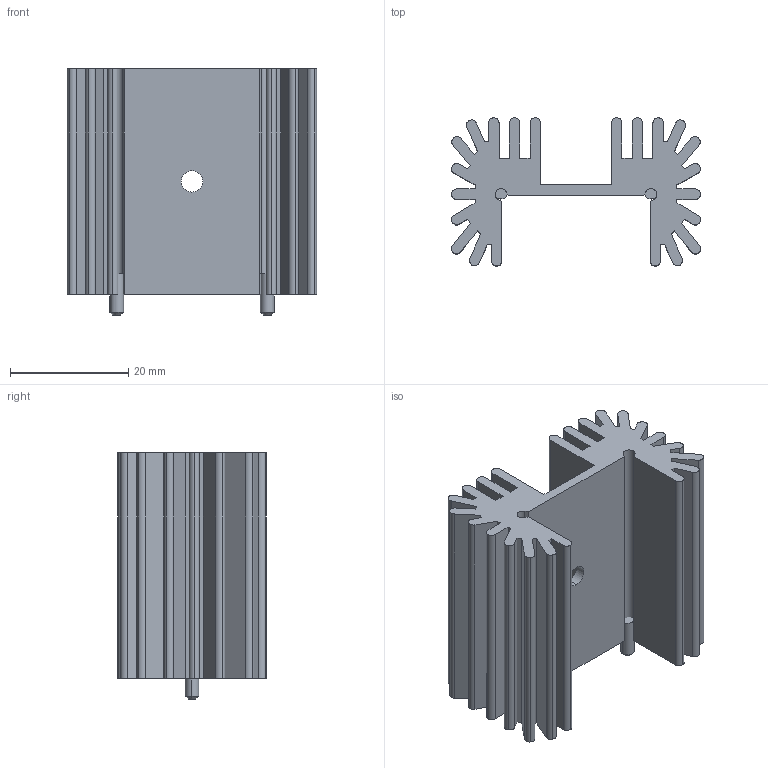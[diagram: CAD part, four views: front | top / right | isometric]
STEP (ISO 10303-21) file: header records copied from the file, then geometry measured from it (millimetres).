
FILE_DESCRIPTION (( 'STEP AP214' ), '1' );
FILE_NAME ('User Library-RA-T2X-38E.STEP', '2017-08-10T13:51:28', ( 'Windows User' ), ( '' ), 'SwSTEP 2.0', 'SolidWorks 2017', '' );
FILE_SCHEMA (( 'AUTOMOTIVE_DESIGN' ));
Length unit declared in the file: millimetre
Products named in the file (3): User Library-RA-T2X-38E_Fusion; User Library-RA-T2X-38E_Cut001; User Library-RA-T2X-38E
Assembly tree (2 placements, depth 2):
  User Library-RA-T2X-38E
    User Library-RA-T2X-38E_Cut001
    User Library-RA-T2X-38E_Fusion
Bounding box: 42.11 x 25 x 41.6 mm (x, y, z)
Volume: 16455.4 mm3; surface area: 13370.6 mm2
Topology: 3 solids, 3 shells, 161 faces, 461 edges, 306 vertices
Faces by surface type: plane 98, cylinder 59, cone 4
Entity records: 7159 total; most frequent: CARTESIAN_POINT 933, ORIENTED_EDGE 922, DIRECTION 915, EDGE_CURVE 461, LINE 339, VECTOR 339, VERTEX_POINT 306, AXIS2_PLACEMENT_3D 288
